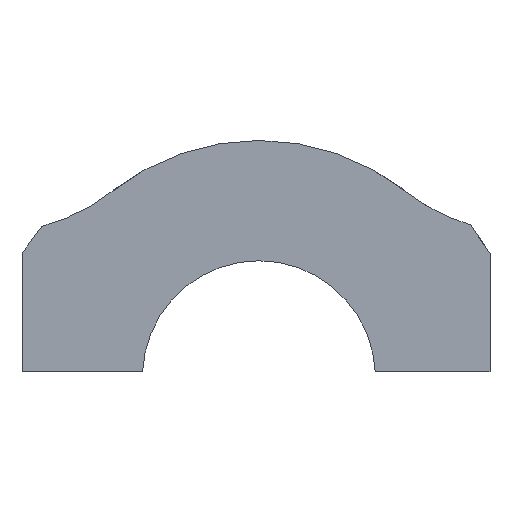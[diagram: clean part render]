
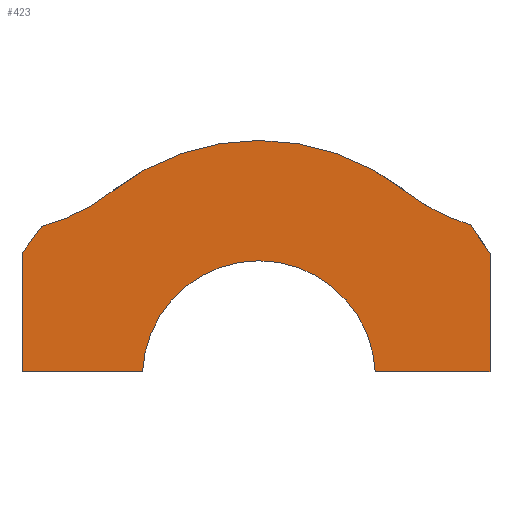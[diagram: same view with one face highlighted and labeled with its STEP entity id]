
A CAD part, front view. The second image highlights one B-rep face of the part: STEP entity #423.
In plain terms, the highlighted planar face has unit normal (0, -1, 0).
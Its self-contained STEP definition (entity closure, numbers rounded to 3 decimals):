
#1 = ORIENTED_EDGE ( 'NONE', *, *, #2336, .F. ) ;
#33 = DIRECTION ( 'NONE',  ( 1., 0., 0. ) ) ;
#106 = LINE ( 'NONE', #843, #491 ) ;
#226 = CARTESIAN_POINT ( 'NONE',  ( -13.31, 32.047, 17.19 ) ) ;
#268 = CARTESIAN_POINT ( 'NONE',  ( -5.623, 32.047, 26.62 ) ) ;
#277 = ORIENTED_EDGE ( 'NONE', *, *, #1353, .T. ) ;
#301 = EDGE_CURVE ( 'NONE', #1873, #1929, #1475, .T. ) ;
#400 = ORIENTED_EDGE ( 'NONE', *, *, #1247, .F. ) ;
#423 = ADVANCED_FACE ( 'NONE', ( #792 ), #1629, .T. ) ;
#470 = CARTESIAN_POINT ( 'NONE',  ( -25.71, 32.047, 23.387 ) ) ;
#485 = CARTESIAN_POINT ( 'NONE',  ( -25.71, 32.047, 17.19 ) ) ;
#491 = VECTOR ( 'NONE', #1898, 1000. ) ;
#518 = ORIENTED_EDGE ( 'NONE', *, *, #301, .F. ) ;
#544 = VECTOR ( 'NONE', #3368, 1000. ) ;
#548 = AXIS2_PLACEMENT_3D ( 'NONE', #1449, #1941, #631 ) ;
#554 = CARTESIAN_POINT ( 'NONE',  ( -25.651, 32.047, 23.467 ) ) ;
#567 = DIRECTION ( 'NONE',  ( -0.569, 0., 0.822 ) ) ;
#570 = ORIENTED_EDGE ( 'NONE', *, *, #2711, .F. ) ;
#631 = DIRECTION ( 'NONE',  ( 1., 0., 0. ) ) ;
#658 = CIRCLE ( 'NONE', #2687, 12.4 ) ;
#704 = VERTEX_POINT ( 'NONE', #1721 ) ;
#792 = FACE_OUTER_BOUND ( 'NONE', #2697, .T. ) ;
#796 = ORIENTED_EDGE ( 'NONE', *, *, #1937, .T. ) ;
#843 = CARTESIAN_POINT ( 'NONE',  ( -25.71, 32.047, 24.577 ) ) ;
#868 = EDGE_CURVE ( 'NONE', #704, #1802, #2050, .T. ) ;
#872 = CARTESIAN_POINT ( 'NONE',  ( -19.403, 32.047, 17.19 ) ) ;
#909 = CARTESIAN_POINT ( 'NONE',  ( -17.091, 32.047, 17.145 ) ) ;
#927 = CIRCLE ( 'NONE', #548, 6.1 ) ;
#928 = ORIENTED_EDGE ( 'NONE', *, *, #2013, .T. ) ;
#934 = VERTEX_POINT ( 'NONE', #1388 ) ;
#1010 = LINE ( 'NONE', #2919, #3125 ) ;
#1092 = AXIS2_PLACEMENT_3D ( 'NONE', #2918, #1609, #1356 ) ;
#1199 = DIRECTION ( 'NONE',  ( 0., -1., 0. ) ) ;
#1247 = EDGE_CURVE ( 'NONE', #704, #2777, #927, .T. ) ;
#1331 = ORIENTED_EDGE ( 'NONE', *, *, #2812, .T. ) ;
#1353 = EDGE_CURVE ( 'NONE', #1939, #934, #2792, .T. ) ;
#1356 = DIRECTION ( 'NONE',  ( -1., 0., 0. ) ) ;
#1388 = CARTESIAN_POINT ( 'NONE',  ( -24.674, 32.047, 24.79 ) ) ;
#1449 = CARTESIAN_POINT ( 'NONE',  ( -13.31, 32.047, 16.89 ) ) ;
#1454 = ORIENTED_EDGE ( 'NONE', *, *, #2925, .T. ) ;
#1475 = CIRCLE ( 'NONE', #1092, 10. ) ;
#1586 = CARTESIAN_POINT ( 'NONE',  ( -1.21, 32.047, 17.19 ) ) ;
#1594 = AXIS2_PLACEMENT_3D ( 'NONE', #909, #2745, #2183 ) ;
#1609 = DIRECTION ( 'NONE',  ( 0., -1., 0. ) ) ;
#1617 = DIRECTION ( 'NONE',  ( -0.594, 0., -0.804 ) ) ;
#1628 = CARTESIAN_POINT ( 'NONE',  ( -20.997, 32.047, 26.62 ) ) ;
#1629 = PLANE ( 'NONE',  #1594 ) ;
#1649 = LINE ( 'NONE', #2148, #2907 ) ;
#1721 = CARTESIAN_POINT ( 'NONE',  ( -7.218, 32.047, 17.19 ) ) ;
#1795 = VERTEX_POINT ( 'NONE', #470 ) ;
#1802 = VERTEX_POINT ( 'NONE', #1586 ) ;
#1873 = VERTEX_POINT ( 'NONE', #268 ) ;
#1879 = VECTOR ( 'NONE', #1617, 1000. ) ;
#1898 = DIRECTION ( 'NONE',  ( 0., 0., -1. ) ) ;
#1929 = VERTEX_POINT ( 'NONE', #2110 ) ;
#1937 = EDGE_CURVE ( 'NONE', #2267, #1929, #1010, .T. ) ;
#1939 = VERTEX_POINT ( 'NONE', #1628 ) ;
#1941 = DIRECTION ( 'NONE',  ( 0., -1., 0. ) ) ;
#2013 = EDGE_CURVE ( 'NONE', #1795, #3249, #106, .T. ) ;
#2050 = LINE ( 'NONE', #226, #544 ) ;
#2110 = CARTESIAN_POINT ( 'NONE',  ( -2.239, 32.047, 24.871 ) ) ;
#2148 = CARTESIAN_POINT ( 'NONE',  ( -13.31, 32.047, 17.19 ) ) ;
#2183 = DIRECTION ( 'NONE',  ( -1., 0., 0. ) ) ;
#2267 = VERTEX_POINT ( 'NONE', #3321 ) ;
#2270 = ORIENTED_EDGE ( 'NONE', *, *, #868, .T. ) ;
#2336 = EDGE_CURVE ( 'NONE', #2267, #1802, #2596, .T. ) ;
#2388 = DIRECTION ( 'NONE',  ( 0., 0., -1. ) ) ;
#2409 = VECTOR ( 'NONE', #2388, 1000. ) ;
#2512 = CARTESIAN_POINT ( 'NONE',  ( -13.31, 32.047, 16.89 ) ) ;
#2596 = LINE ( 'NONE', #3154, #2409 ) ;
#2687 = AXIS2_PLACEMENT_3D ( 'NONE', #2512, #1199, #2744 ) ;
#2697 = EDGE_LOOP ( 'NONE', ( #1, #796, #518, #1331, #277, #1454, #928, #570, #400, #2270 ) ) ;
#2698 = DIRECTION ( 'NONE',  ( 0., 1., 0. ) ) ;
#2711 = EDGE_CURVE ( 'NONE', #2777, #3249, #1649, .T. ) ;
#2744 = DIRECTION ( 'NONE',  ( 0.817, 0., 0.577 ) ) ;
#2745 = DIRECTION ( 'NONE',  ( 0., -1., 0. ) ) ;
#2777 = VERTEX_POINT ( 'NONE', #872 ) ;
#2792 = CIRCLE ( 'NONE', #3281, 10. ) ;
#2812 = EDGE_CURVE ( 'NONE', #1873, #1939, #658, .T. ) ;
#2876 = LINE ( 'NONE', #554, #1879 ) ;
#2896 = DIRECTION ( 'NONE',  ( -1., 0., 0. ) ) ;
#2907 = VECTOR ( 'NONE', #2896, 1000. ) ;
#2918 = CARTESIAN_POINT ( 'NONE',  ( 0.576, 32.047, 34.466 ) ) ;
#2919 = CARTESIAN_POINT ( 'NONE',  ( -3.438, 32.047, 26.602 ) ) ;
#2925 = EDGE_CURVE ( 'NONE', #934, #1795, #2876, .T. ) ;
#2929 = CARTESIAN_POINT ( 'NONE',  ( -27.197, 32.047, 34.466 ) ) ;
#3125 = VECTOR ( 'NONE', #567, 1000. ) ;
#3154 = CARTESIAN_POINT ( 'NONE',  ( -1.21, 32.047, 26.62 ) ) ;
#3249 = VERTEX_POINT ( 'NONE', #485 ) ;
#3281 = AXIS2_PLACEMENT_3D ( 'NONE', #2929, #2698, #33 ) ;
#3321 = CARTESIAN_POINT ( 'NONE',  ( -1.21, 32.047, 23.385 ) ) ;
#3368 = DIRECTION ( 'NONE',  ( 1., 0., 0. ) ) ;
